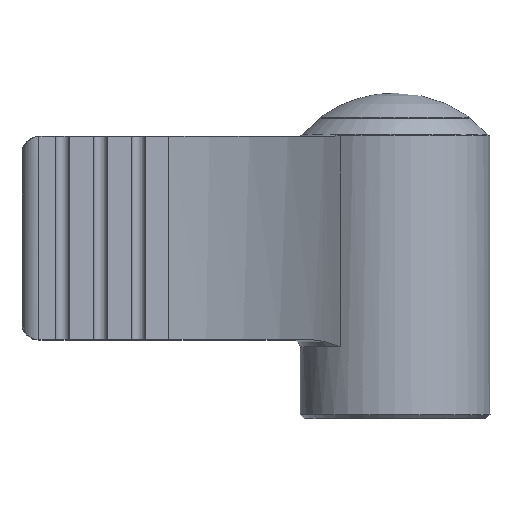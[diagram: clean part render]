
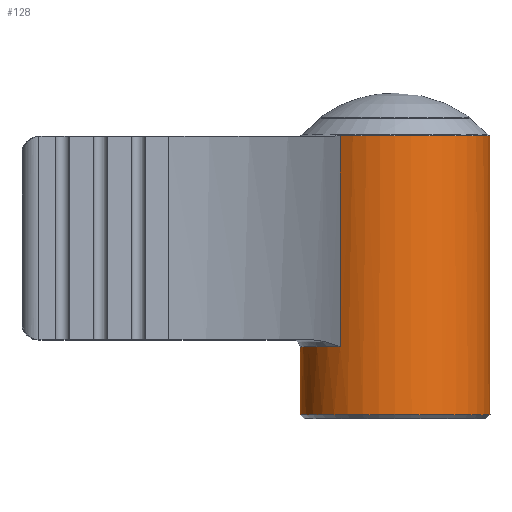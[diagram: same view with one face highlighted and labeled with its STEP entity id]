
A CAD part, top view. The second image highlights one B-rep face of the part: STEP entity #128.
In plain terms, the highlighted cylindrical face has radius 7 mm (diameter 14 mm), a full revolution.
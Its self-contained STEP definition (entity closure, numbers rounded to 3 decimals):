
#128 = ADVANCED_FACE( '', ( #280, #281 ), #282, .T. );
#280 = FACE_OUTER_BOUND( '', #449, .T. );
#281 = FACE_OUTER_BOUND( '', #450, .T. );
#282 = CYLINDRICAL_SURFACE( '', #451, 7. );
#449 = EDGE_LOOP( '', ( #752 ) );
#450 = EDGE_LOOP( '', ( #753, #754, #755, #756 ) );
#451 = AXIS2_PLACEMENT_3D( '', #757, #758, #759 );
#752 = ORIENTED_EDGE( '', *, *, #957, .T. );
#753 = ORIENTED_EDGE( '', *, *, #991, .F. );
#754 = ORIENTED_EDGE( '', *, *, #896, .F. );
#755 = ORIENTED_EDGE( '', *, *, #993, .F. );
#756 = ORIENTED_EDGE( '', *, *, #994, .T. );
#757 = CARTESIAN_POINT( '', ( 0., 22.1, 0. ) );
#758 = DIRECTION( '', ( 0., -1., 0. ) );
#759 = DIRECTION( '', ( 0., 0., 1. ) );
#896 = EDGE_CURVE( '', #1045, #1047, #1048, .T. );
#957 = EDGE_CURVE( '', #1147, #1147, #1148, .T. );
#991 = EDGE_CURVE( '', #1047, #1190, #1192, .T. );
#993 = EDGE_CURVE( '', #1194, #1045, #1195, .T. );
#994 = EDGE_CURVE( '', #1194, #1190, #1196, .T. );
#1045 = VERTEX_POINT( '', #1254 );
#1047 = VERTEX_POINT( '', #1261 );
#1048 = LINE( '', #1262, #1263 );
#1147 = VERTEX_POINT( '', #1387 );
#1148 = CIRCLE( '', #1388, 7. );
#1190 = VERTEX_POINT( '', #1474 );
#1192 = CIRCLE( '', #1485, 7. );
#1194 = VERTEX_POINT( '', #1487 );
#1195 = CIRCLE( '', #1488, 7. );
#1196 = LINE( '', #1489, #1490 );
#1254 = CARTESIAN_POINT( '', ( -4.051, 20.84, -5.708 ) );
#1261 = CARTESIAN_POINT( '', ( -4.051, 5.3, -5.708 ) );
#1262 = CARTESIAN_POINT( '', ( -4.051, 27.1, -5.708 ) );
#1263 = VECTOR( '', #1579, 1000. );
#1387 = CARTESIAN_POINT( '', ( 0., 0.3, 7. ) );
#1388 = AXIS2_PLACEMENT_3D( '', #1678, #1679, #1680 );
#1474 = CARTESIAN_POINT( '', ( -4.051, 5.3, 5.708 ) );
#1485 = AXIS2_PLACEMENT_3D( '', #1705, #1706, #1707 );
#1487 = CARTESIAN_POINT( '', ( -4.051, 20.84, 5.708 ) );
#1488 = AXIS2_PLACEMENT_3D( '', #1708, #1709, #1710 );
#1489 = CARTESIAN_POINT( '', ( -4.051, 27.1, 5.708 ) );
#1490 = VECTOR( '', #1711, 1000. );
#1579 = DIRECTION( '', ( 0., -1., 0. ) );
#1678 = CARTESIAN_POINT( '', ( 0., 0.3, 0. ) );
#1679 = DIRECTION( '', ( 0., 1., 0. ) );
#1680 = DIRECTION( '', ( 0., 0., 1. ) );
#1705 = CARTESIAN_POINT( '', ( 0., 5.3, 0. ) );
#1706 = DIRECTION( '', ( 0., 1., 0. ) );
#1707 = DIRECTION( '', ( 0., 0., 1. ) );
#1708 = CARTESIAN_POINT( '', ( 0., 20.84, 0. ) );
#1709 = DIRECTION( '', ( 0., 1., 0. ) );
#1710 = DIRECTION( '', ( 0., 0., 1. ) );
#1711 = DIRECTION( '', ( 0., -1., 0. ) );
